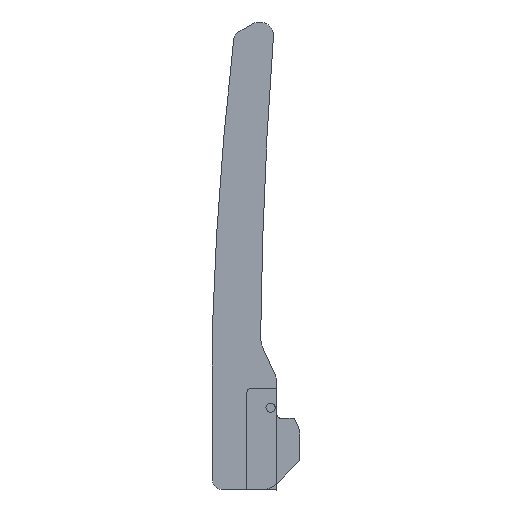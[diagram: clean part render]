
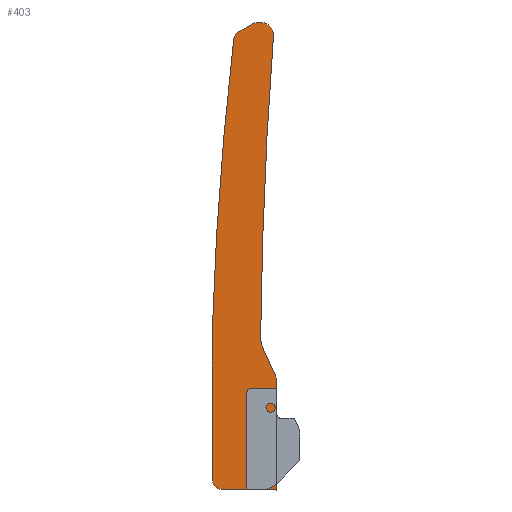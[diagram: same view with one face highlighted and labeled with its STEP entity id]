
A CAD part, left-side view. The second image highlights one B-rep face of the part: STEP entity #403.
In plain terms, the highlighted face is planar.
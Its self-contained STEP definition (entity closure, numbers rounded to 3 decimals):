
#2 = DIRECTION ( 'NONE',  ( 0., 0., -1. ) ) ;
#3 = ORIENTED_EDGE ( 'NONE', *, *, #305, .F. ) ;
#4 = LINE ( 'NONE', #73, #95 ) ;
#28 = FACE_OUTER_BOUND ( 'NONE', #870, .T. ) ;
#58 = AXIS2_PLACEMENT_3D ( 'NONE', #334, #591, #918 ) ;
#59 = CIRCLE ( 'NONE', #479, 12. ) ;
#73 = CARTESIAN_POINT ( 'NONE',  ( -399.1, 23.5, 0. ) ) ;
#85 = ORIENTED_EDGE ( 'NONE', *, *, #986, .T. ) ;
#93 = DIRECTION ( 'NONE',  ( 0., 0., 1. ) ) ;
#95 = VECTOR ( 'NONE', #391, 1000. ) ;
#97 = DIRECTION ( 'NONE',  ( 0.5, 0.866, 0. ) ) ;
#119 = VERTEX_POINT ( 'NONE', #131 ) ;
#122 = VERTEX_POINT ( 'NONE', #529 ) ;
#123 = DIRECTION ( 'NONE',  ( 0., 1., 0. ) ) ;
#131 = CARTESIAN_POINT ( 'NONE',  ( -112.1, 23.5, 0. ) ) ;
#142 = VERTEX_POINT ( 'NONE', #698 ) ;
#146 = CARTESIAN_POINT ( 'NONE',  ( -368.408, -29.35, 0. ) ) ;
#148 = VERTEX_POINT ( 'NONE', #768 ) ;
#163 = EDGE_CURVE ( 'NONE', #654, #119, #509, .T. ) ;
#196 = DIRECTION ( 'NONE',  ( -1., 0., 0. ) ) ;
#206 = AXIS2_PLACEMENT_3D ( 'NONE', #722, #2, #247 ) ;
#225 = EDGE_CURVE ( 'NONE', #295, #657, #611, .T. ) ;
#228 = LINE ( 'NONE', #395, #943 ) ;
#236 = DIRECTION ( 'NONE',  ( -1., 0., 0. ) ) ;
#247 = DIRECTION ( 'NONE',  ( -1., 0., 0. ) ) ;
#257 = CARTESIAN_POINT ( 'NONE',  ( 23.9, -32.5, 0. ) ) ;
#264 = LINE ( 'NONE', #984, #355 ) ;
#265 = ORIENTED_EDGE ( 'NONE', *, *, #602, .T. ) ;
#266 = PLANE ( 'NONE',  #58 ) ;
#295 = VERTEX_POINT ( 'NONE', #469 ) ;
#300 = ORIENTED_EDGE ( 'NONE', *, *, #659, .T. ) ;
#301 = CARTESIAN_POINT ( 'NONE',  ( -369.301, -17.383, 0. ) ) ;
#303 = AXIS2_PLACEMENT_3D ( 'NONE', #786, #628, #196 ) ;
#305 = EDGE_CURVE ( 'NONE', #828, #119, #4, .T. ) ;
#314 = ORIENTED_EDGE ( 'NONE', *, *, #1034, .T. ) ;
#334 = CARTESIAN_POINT ( 'NONE',  ( -399.1, 23.5, 0. ) ) ;
#355 = VECTOR ( 'NONE', #97, 1000. ) ;
#363 = VERTEX_POINT ( 'NONE', #914 ) ;
#368 = AXIS2_PLACEMENT_3D ( 'NONE', #645, #564, #236 ) ;
#391 = DIRECTION ( 'NONE',  ( -1., 0., 0. ) ) ;
#395 = CARTESIAN_POINT ( 'NONE',  ( -39.7, -32.5, 0. ) ) ;
#403 = ADVANCED_FACE ( 'NONE', ( #28 ), #266, .T. ) ;
#405 = ORIENTED_EDGE ( 'NONE', *, *, #673, .F. ) ;
#426 = CARTESIAN_POINT ( 'NONE',  ( -369.301, -17.383, 0. ) ) ;
#432 = EDGE_CURVE ( 'NONE', #1009, #122, #845, .T. ) ;
#437 = AXIS2_PLACEMENT_3D ( 'NONE', #426, #666, #749 ) ;
#469 = CARTESIAN_POINT ( 'NONE',  ( -99.865, -20.169, 0. ) ) ;
#479 = AXIS2_PLACEMENT_3D ( 'NONE', #301, #973, #963 ) ;
#496 = CARTESIAN_POINT ( 'NONE',  ( 13.9, 23.5, 0. ) ) ;
#507 = CIRCLE ( 'NONE', #710, 4000. ) ;
#509 = CIRCLE ( 'NONE', #303, 3000. ) ;
#529 = CARTESIAN_POINT ( 'NONE',  ( 23.9, 13.5, 0. ) ) ;
#558 = LINE ( 'NONE', #884, #1020 ) ;
#564 = DIRECTION ( 'NONE',  ( 0., 0., 1. ) ) ;
#570 = CARTESIAN_POINT ( 'NONE',  ( -366.193, -2., 0. ) ) ;
#582 = DIRECTION ( 'NONE',  ( -1., 0., 0. ) ) ;
#591 = DIRECTION ( 'NONE',  ( 0., 0., -1. ) ) ;
#594 = VERTEX_POINT ( 'NONE', #146 ) ;
#602 = EDGE_CURVE ( 'NONE', #828, #122, #993, .T. ) ;
#611 = CIRCLE ( 'NONE', #368, 20. ) ;
#628 = DIRECTION ( 'NONE',  ( 0., 0., -1. ) ) ;
#632 = ORIENTED_EDGE ( 'NONE', *, *, #432, .F. ) ;
#645 = CARTESIAN_POINT ( 'NONE',  ( -108., -38.44, 0. ) ) ;
#654 = VERTEX_POINT ( 'NONE', #795 ) ;
#656 = DIRECTION ( 'NONE',  ( -1., 0., 0. ) ) ;
#657 = VERTEX_POINT ( 'NONE', #893 ) ;
#659 = EDGE_CURVE ( 'NONE', #594, #148, #59, .T. ) ;
#666 = DIRECTION ( 'NONE',  ( 0., 0., -1. ) ) ;
#673 = EDGE_CURVE ( 'NONE', #142, #1009, #228, .T. ) ;
#680 = CARTESIAN_POINT ( 'NONE',  ( 23.9, -52.5, 0. ) ) ;
#698 = CARTESIAN_POINT ( 'NONE',  ( -72.17, -32.5, 0. ) ) ;
#710 = AXIS2_PLACEMENT_3D ( 'NONE', #900, #93, #582 ) ;
#713 = DIRECTION ( 'NONE',  ( 1., 0., 0. ) ) ;
#714 = ORIENTED_EDGE ( 'NONE', *, *, #879, .T. ) ;
#722 = CARTESIAN_POINT ( 'NONE',  ( 13.9, 13.5, 0. ) ) ;
#749 = DIRECTION ( 'NONE',  ( -1., 0., 0. ) ) ;
#764 = ORIENTED_EDGE ( 'NONE', *, *, #225, .T. ) ;
#768 = CARTESIAN_POINT ( 'NONE',  ( -381.301, -17.383, 0. ) ) ;
#786 = CARTESIAN_POINT ( 'NONE',  ( -22.041, -2975.148, 0. ) ) ;
#795 = CARTESIAN_POINT ( 'NONE',  ( -366.998, 4.954, 0. ) ) ;
#799 = CIRCLE ( 'NONE', #437, 12. ) ;
#804 = EDGE_CURVE ( 'NONE', #363, #975, #264, .T. ) ;
#805 = DIRECTION ( 'NONE',  ( -0.914, 0.407, 0. ) ) ;
#811 = ORIENTED_EDGE ( 'NONE', *, *, #804, .T. ) ;
#827 = AXIS2_PLACEMENT_3D ( 'NONE', #570, #977, #656 ) ;
#828 = VERTEX_POINT ( 'NONE', #496 ) ;
#845 = LINE ( 'NONE', #680, #887 ) ;
#870 = EDGE_LOOP ( 'NONE', ( #632, #405, #85, #764, #314, #300, #714, #811, #929, #931, #3, #265 ) ) ;
#879 = EDGE_CURVE ( 'NONE', #148, #363, #799, .T. ) ;
#884 = CARTESIAN_POINT ( 'NONE',  ( -365.822, 98.243, 0. ) ) ;
#887 = VECTOR ( 'NONE', #123, 1000. ) ;
#893 = CARTESIAN_POINT ( 'NONE',  ( -108.187, -18.441, 0. ) ) ;
#900 = CARTESIAN_POINT ( 'NONE',  ( -70.848, -4018.267, 0. ) ) ;
#902 = CIRCLE ( 'NONE', #827, 7. ) ;
#914 = CARTESIAN_POINT ( 'NONE',  ( -379.693, -11.383, 0. ) ) ;
#918 = DIRECTION ( 'NONE',  ( -1., 0., 0. ) ) ;
#929 = ORIENTED_EDGE ( 'NONE', *, *, #1043, .T. ) ;
#931 = ORIENTED_EDGE ( 'NONE', *, *, #163, .T. ) ;
#943 = VECTOR ( 'NONE', #713, 1000. ) ;
#963 = DIRECTION ( 'NONE',  ( -1., 0., 0. ) ) ;
#973 = DIRECTION ( 'NONE',  ( 0., 0., -1. ) ) ;
#975 = VERTEX_POINT ( 'NONE', #1047 ) ;
#977 = DIRECTION ( 'NONE',  ( 0., 0., -1. ) ) ;
#984 = CARTESIAN_POINT ( 'NONE',  ( -369.44, 6.376, 0. ) ) ;
#986 = EDGE_CURVE ( 'NONE', #142, #295, #558, .T. ) ;
#993 = CIRCLE ( 'NONE', #206, 10. ) ;
#1009 = VERTEX_POINT ( 'NONE', #257 ) ;
#1020 = VECTOR ( 'NONE', #805, 1000. ) ;
#1034 = EDGE_CURVE ( 'NONE', #657, #594, #507, .T. ) ;
#1043 = EDGE_CURVE ( 'NONE', #975, #654, #902, .T. ) ;
#1047 = CARTESIAN_POINT ( 'NONE',  ( -372.255, 1.5, 0. ) ) ;
